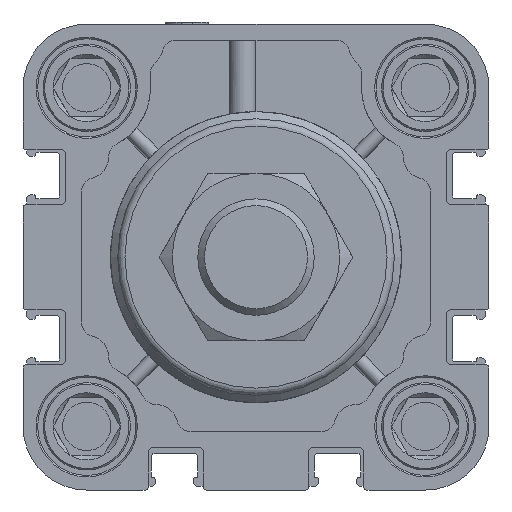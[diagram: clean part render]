
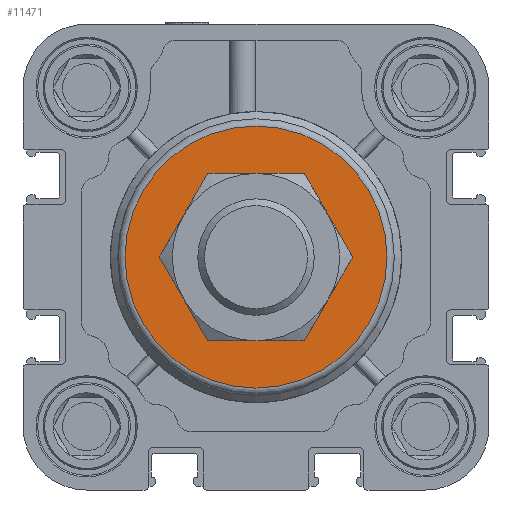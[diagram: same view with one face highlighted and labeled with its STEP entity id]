
A CAD part, left-side view. The second image highlights one B-rep face of the part: STEP entity #11471.
In plain terms, the highlighted planar face has unit normal (-1, 0, 0).
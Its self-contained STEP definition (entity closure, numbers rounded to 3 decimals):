
#4841=ORIENTED_EDGE('',*,*,#6877,.F.);
#4842=ORIENTED_EDGE('',*,*,#6878,.T.);
#6877=EDGE_CURVE('',#8069,#8069,#8729,.F.);
#6878=EDGE_CURVE('',#8070,#8070,#8730,.T.);
#8069=VERTEX_POINT('',#19669);
#8070=VERTEX_POINT('',#19671);
#8729=CIRCLE('',#12716,10.);
#8730=CIRCLE('',#12717,18.);
#9438=EDGE_LOOP('',(#4841));
#9439=EDGE_LOOP('',(#4842));
#10324=FACE_BOUND('',#9438,.T.);
#10325=FACE_BOUND('',#9439,.T.);
#10870=PLANE('',#12715);
#11471=ADVANCED_FACE('',(#10324,#10325),#10870,.F.);
#12715=AXIS2_PLACEMENT_3D('',#19667,#15870,#15871);
#12716=AXIS2_PLACEMENT_3D('',#19668,#15872,#15873);
#12717=AXIS2_PLACEMENT_3D('',#19670,#15874,#15875);
#15870=DIRECTION('',(1.,0.,0.));
#15871=DIRECTION('',(0.,0.,-1.));
#15872=DIRECTION('',(1.,0.,0.));
#15873=DIRECTION('',(0.,0.,-1.));
#15874=DIRECTION('',(-1.,0.,0.));
#15875=DIRECTION('',(0.,0.,1.));
#19667=CARTESIAN_POINT('',(-27.,0.,18.));
#19668=CARTESIAN_POINT('',(-27.,0.,0.));
#19669=CARTESIAN_POINT('',(-27.,0.,-10.));
#19670=CARTESIAN_POINT('',(-27.,0.,0.));
#19671=CARTESIAN_POINT('',(-27.,0.,18.));
